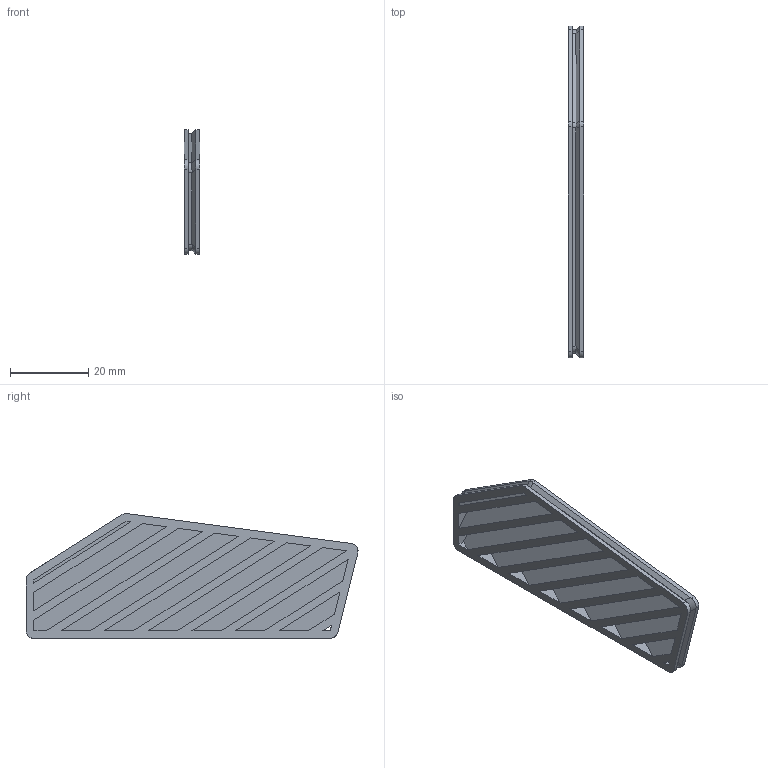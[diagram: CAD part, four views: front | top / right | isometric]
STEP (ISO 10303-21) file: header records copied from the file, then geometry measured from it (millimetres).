
FILE_DESCRIPTION(('STEP AP242'), '1');
FILE_NAME('itemSuspensionOnLancerWindowV3', '', ('UNSPECIFIED'), ('UNSPECIFIED'), 'C3D Converter', 'C3D Toolkit', '');
FILE_SCHEMA(('AP242_MANAGED_MODEL_BASED_3D_ENGINEERING_MIM_LF { 1 0 10303 442 1 1 4 }'));
Length unit declared in the file: millimetre
Bounding box: 4 x 85.13 x 32.01 mm (x, y, z)
Volume: 3732.6 mm3; surface area: 7082.7 mm2
Topology: 1 solids, 1 shells, 86 faces, 246 edges, 164 vertices
Faces by surface type: plane 66, cylinder 20
Entity records: 3135 total; most frequent: CARTESIAN_POINT 871, ORIENTED_EDGE 492, DIRECTION 410, EDGE_CURVE 246, LINE 196, VECTOR 196, VERTEX_POINT 164, AXIS2_PLACEMENT_3D 107
